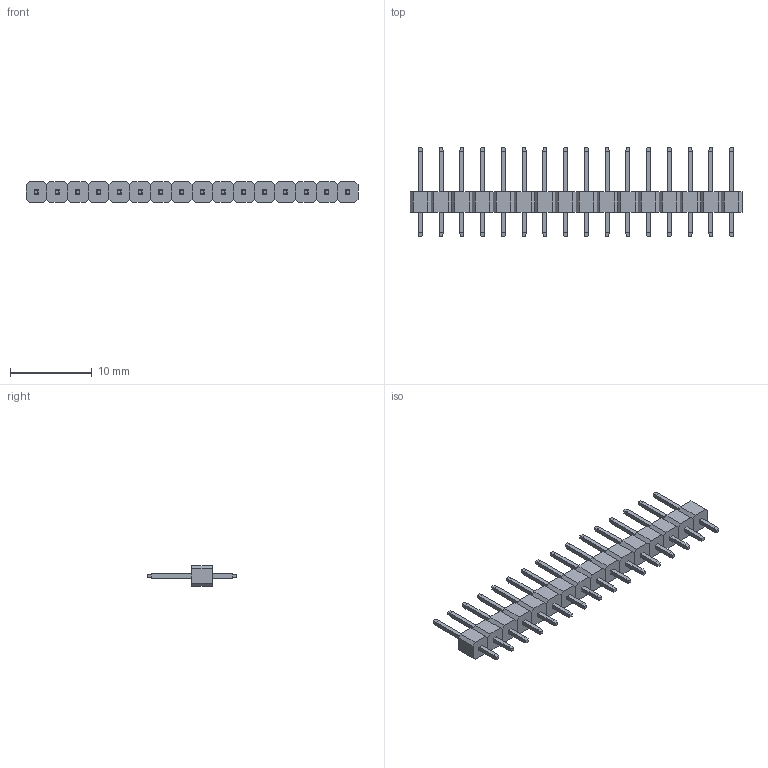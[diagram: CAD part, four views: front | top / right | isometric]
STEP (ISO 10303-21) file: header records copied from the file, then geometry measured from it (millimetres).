
FILE_DESCRIPTION (( 'STEP AP214' ), '1' );
FILE_NAME ('2.54脣渀-16-1.STEP', '2014-01-07T06:39:07', ( 'BT_YANFB_XUJUNRAN' ), ( '' ), 'SwSTEP 2.0', 'SolidWorks 2010', '' );
FILE_SCHEMA (( 'AUTOMOTIVE_DESIGN' ));
Length unit declared in the file: millimetre
Products named in the file (3): 錨璃14; 錨璃12; 2.54脣渀-16-1
Assembly tree (32 placements, depth 2):
  2.54脣渀-16-1
    錨璃12  x16
    錨璃14  x16
Bounding box: 40.64 x 10.99 x 2.54 mm (x, y, z)
Volume: 284.1 mm3; surface area: 1002.3 mm2
Topology: 32 solids, 32 shells, 448 faces, 1024 edges, 640 vertices
Faces by surface type: plane 448
Entity records: 1118 total; most frequent: DIRECTION 190, CARTESIAN_POINT 167, ORIENTED_EDGE 128, EDGE_CURVE 64, LINE 64, VECTOR 64, AXIS2_PLACEMENT_3D 63, VERTEX_POINT 40
